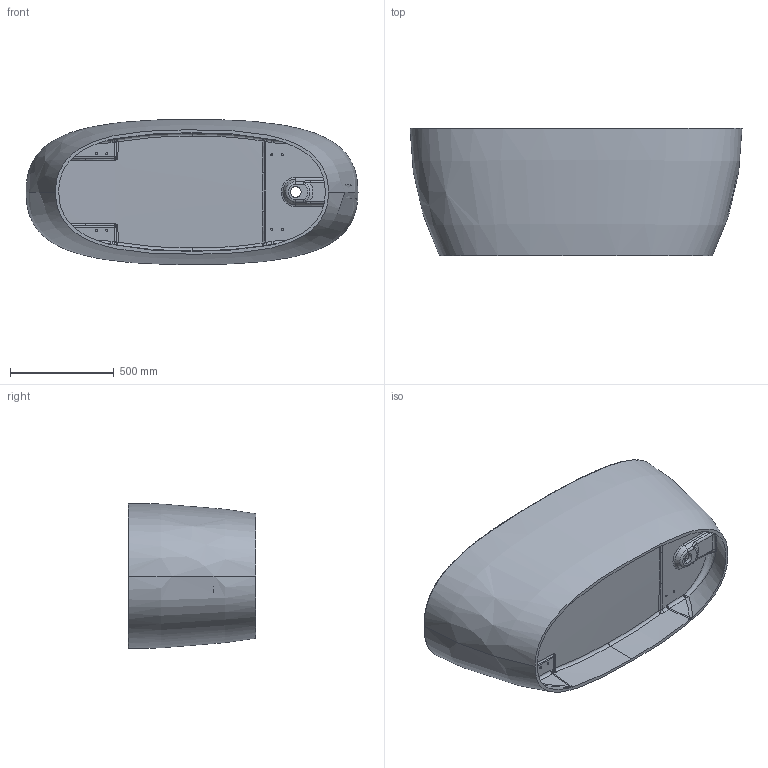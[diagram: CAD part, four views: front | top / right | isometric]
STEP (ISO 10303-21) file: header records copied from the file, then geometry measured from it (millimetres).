
FILE_DESCRIPTION (( 'STEP AP203' ), '1' );
FILE_NAME ('6301101611.STEP', '2020-12-15T21:55:49', ( '' ), ( '' ), 'SwSTEP 2.0', 'SolidWorks 2019', '' );
FILE_SCHEMA (( 'CONFIG_CONTROL_DESIGN' ));
Length unit declared in the file: millimetre
Products named in the file (1): 6301101611
Bounding box: 1600 x 615 x 699.74 mm (x, y, z)
Volume: 51820690.6 mm3; surface area: 6042295.3 mm2
Topology: 1 solids, 1 shells, 225 faces, 520 edges, 300 vertices
Faces by surface type: bspline 123, cylinder 53, plane 31, torus 10, cone 6, sphere 2
Entity records: 41418 total; most frequent: CARTESIAN_POINT 37123, ORIENTED_EDGE 1030, DIRECTION 663, EDGE_CURVE 515, VERTEX_POINT 300, AXIS2_PLACEMENT_3D 286, B_SPLINE_CURVE_WITH_KNOTS 239, EDGE_LOOP 237
